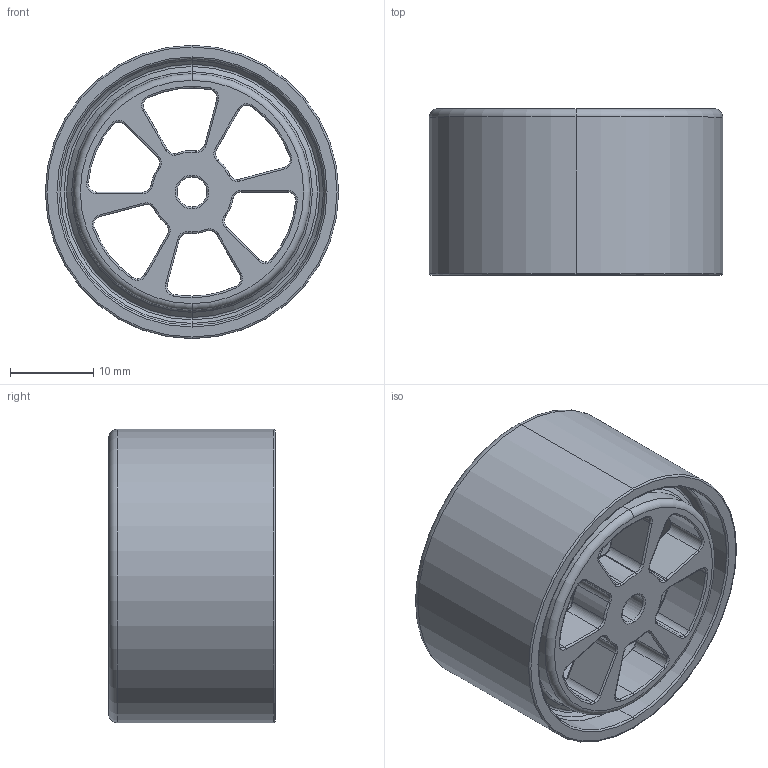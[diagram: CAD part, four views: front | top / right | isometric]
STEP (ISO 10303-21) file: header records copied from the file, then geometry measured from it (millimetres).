
FILE_DESCRIPTION (( 'STEP AP203' ), '1' );
FILE_NAME ('7. Expirational gases filter body.STEP', '2020-03-20T05:53:18', ( '' ), ( '' ), 'SwSTEP 2.0', 'SolidWorks 2018', '' );
FILE_SCHEMA (( 'CONFIG_CONTROL_DESIGN' ));
Length unit declared in the file: millimetre
Products named in the file (1): 7. Expirational gases filter body
Bounding box: 35.25 x 20 x 35.25 mm (x, y, z)
Volume: 6123 mm3; surface area: 6977.4 mm2
Topology: 1 solids, 1 shells, 224 faces, 510 edges, 291 vertices
Faces by surface type: torus 120, cylinder 79, plane 17, cone 8
Entity records: 6450 total; most frequent: DIRECTION 1347, CARTESIAN_POINT 1026, ORIENTED_EDGE 1020, AXIS2_PLACEMENT_3D 612, EDGE_CURVE 510, CIRCLE 387, VERTEX_POINT 291, EDGE_LOOP 241
